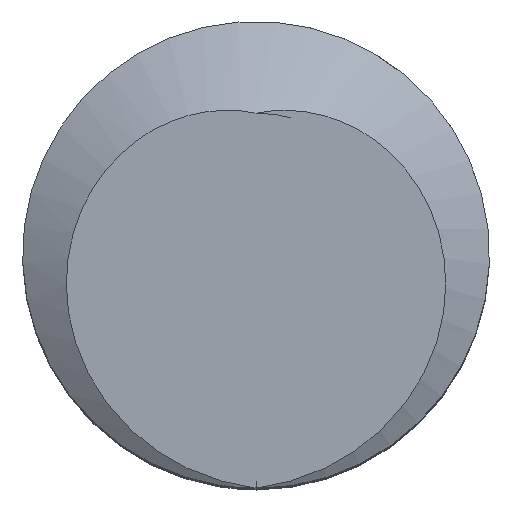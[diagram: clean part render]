
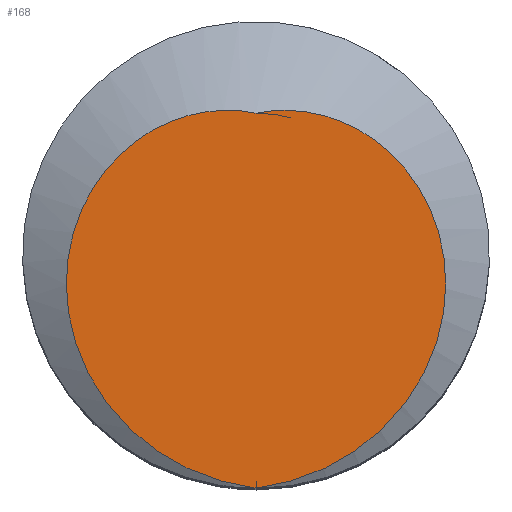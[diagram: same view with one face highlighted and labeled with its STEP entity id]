
A CAD part, top view. The second image highlights one B-rep face of the part: STEP entity #168.
In plain terms, the highlighted planar face has unit normal (0, 0, 1).
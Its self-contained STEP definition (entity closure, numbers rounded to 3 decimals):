
#21 = EDGE_CURVE('',#22,#24,#26,.T.);
#22 = VERTEX_POINT('',#23);
#23 = CARTESIAN_POINT('',(0.,-3.3,15.));
#24 = VERTEX_POINT('',#25);
#25 = CARTESIAN_POINT('',(0.,2.001,15.));
#26 = B_SPLINE_CURVE_WITH_KNOTS('',6,(#27,#28,#29,#30,#31,#32,#33,#34,
    #35,#36,#37,#38,#39,#40,#41,#42,#43,#44,#45,#46,#47,#48,#49,#50,#51,
    #52,#53,#54,#55,#56,#57,#58,#59,#60,#61,#62,#63),.UNSPECIFIED.,.F.,
  .F.,(7,5,5,5,5,5,5,7),(0.,0.19,0.354,0.495
    ,0.621,0.731,0.831,1.),.UNSPECIFIED.);
#27 = CARTESIAN_POINT('',(0.,-3.3,15.));
#28 = CARTESIAN_POINT('',(0.272,-3.266,15.));
#29 = CARTESIAN_POINT('',(0.54,-3.205,15.));
#30 = CARTESIAN_POINT('',(0.801,-3.116,15.));
#31 = CARTESIAN_POINT('',(1.052,-3.001,15.));
#32 = CARTESIAN_POINT('',(1.287,-2.861,15.));
#33 = CARTESIAN_POINT('',(1.694,-2.557,15.));
#34 = CARTESIAN_POINT('',(1.869,-2.399,15.));
#35 = CARTESIAN_POINT('',(2.028,-2.226,15.));
#36 = CARTESIAN_POINT('',(2.171,-2.038,15.));
#37 = CARTESIAN_POINT('',(2.294,-1.838,15.));
#38 = CARTESIAN_POINT('',(2.485,-1.448,15.));
#39 = CARTESIAN_POINT('',(2.558,-1.259,15.));
#40 = CARTESIAN_POINT('',(2.615,-1.065,15.));
#41 = CARTESIAN_POINT('',(2.655,-0.868,15.));
#42 = CARTESIAN_POINT('',(2.677,-0.668,15.));
#43 = CARTESIAN_POINT('',(2.685,-0.291,15.));
#44 = CARTESIAN_POINT('',(2.675,-0.114,15.));
#45 = CARTESIAN_POINT('',(2.651,0.062,15.));
#46 = CARTESIAN_POINT('',(2.613,0.235,15.));
#47 = CARTESIAN_POINT('',(2.561,0.403,15.));
#48 = CARTESIAN_POINT('',(2.437,0.71,15.));
#49 = CARTESIAN_POINT('',(2.369,0.849,15.));
#50 = CARTESIAN_POINT('',(2.29,0.982,15.));
#51 = CARTESIAN_POINT('',(2.202,1.109,15.));
#52 = CARTESIAN_POINT('',(2.104,1.229,15.));
#53 = CARTESIAN_POINT('',(1.904,1.439,15.));
#54 = CARTESIAN_POINT('',(1.803,1.532,15.));
#55 = CARTESIAN_POINT('',(1.695,1.617,15.));
#56 = CARTESIAN_POINT('',(1.582,1.695,15.));
#57 = CARTESIAN_POINT('',(1.464,1.763,15.));
#58 = CARTESIAN_POINT('',(1.133,1.925,15.));
#59 = CARTESIAN_POINT('',(0.912,2.,15.));
#60 = CARTESIAN_POINT('',(0.684,2.046,15.));
#61 = CARTESIAN_POINT('',(0.452,2.062,15.));
#62 = CARTESIAN_POINT('',(0.222,2.047,15.));
#63 = CARTESIAN_POINT('',(0.,2.001,15.));
#168 = ADVANCED_FACE('',(#169),#219,.T.);
#169 = FACE_BOUND('',#170,.T.);
#170 = EDGE_LOOP('',(#171,#218));
#171 = ORIENTED_EDGE('',*,*,#172,.F.);
#172 = EDGE_CURVE('',#22,#24,#173,.T.);
#173 = B_SPLINE_CURVE_WITH_KNOTS('',7,(#174,#175,#176,#177,#178,#179,
    #180,#181,#182,#183,#184,#185,#186,#187,#188,#189,#190,#191,#192,
    #193,#194,#195,#196,#197,#198,#199,#200,#201,#202,#203,#204,#205,
    #206,#207,#208,#209,#210,#211,#212,#213,#214,#215,#216,#217),
  .UNSPECIFIED.,.F.,.F.,(8,6,6,6,6,6,6,8),(0.,0.191,
    0.354,0.495,0.621,0.731,
    0.831,1.),.UNSPECIFIED.);
#174 = CARTESIAN_POINT('',(0.,-3.3,15.));
#175 = CARTESIAN_POINT('',(-0.235,-3.271,15.));
#176 = CARTESIAN_POINT('',(-0.466,-3.221,15.));
#177 = CARTESIAN_POINT('',(-0.694,-3.153,15.));
#178 = CARTESIAN_POINT('',(-0.914,-3.065,15.));
#179 = CARTESIAN_POINT('',(-1.125,-2.958,15.));
#180 = CARTESIAN_POINT('',(-1.326,-2.833,15.));
#181 = CARTESIAN_POINT('',(-1.673,-2.572,15.));
#182 = CARTESIAN_POINT('',(-1.824,-2.439,15.));
#183 = CARTESIAN_POINT('',(-1.963,-2.296,15.));
#184 = CARTESIAN_POINT('',(-2.092,-2.142,15.));
#185 = CARTESIAN_POINT('',(-2.207,-1.978,15.));
#186 = CARTESIAN_POINT('',(-2.309,-1.807,15.));
#187 = CARTESIAN_POINT('',(-2.472,-1.473,15.));
#188 = CARTESIAN_POINT('',(-2.537,-1.313,15.));
#189 = CARTESIAN_POINT('',(-2.591,-1.149,15.));
#190 = CARTESIAN_POINT('',(-2.632,-0.981,15.));
#191 = CARTESIAN_POINT('',(-2.661,-0.811,15.));
#192 = CARTESIAN_POINT('',(-2.678,-0.639,15.));
#193 = CARTESIAN_POINT('',(-2.685,-0.316,15.));
#194 = CARTESIAN_POINT('',(-2.678,-0.165,15.));
#195 = CARTESIAN_POINT('',(-2.661,-0.014,15.));
#196 = CARTESIAN_POINT('',(-2.635,0.136,15.));
#197 = CARTESIAN_POINT('',(-2.598,0.283,15.));
#198 = CARTESIAN_POINT('',(-2.551,0.426,15.));
#199 = CARTESIAN_POINT('',(-2.445,0.689,15.));
#200 = CARTESIAN_POINT('',(-2.388,0.809,15.));
#201 = CARTESIAN_POINT('',(-2.324,0.925,15.));
#202 = CARTESIAN_POINT('',(-2.252,1.037,15.));
#203 = CARTESIAN_POINT('',(-2.174,1.144,15.));
#204 = CARTESIAN_POINT('',(-2.089,1.245,15.));
#205 = CARTESIAN_POINT('',(-1.918,1.425,15.));
#206 = CARTESIAN_POINT('',(-1.832,1.506,15.));
#207 = CARTESIAN_POINT('',(-1.741,1.581,15.));
#208 = CARTESIAN_POINT('',(-1.647,1.65,15.));
#209 = CARTESIAN_POINT('',(-1.548,1.714,15.));
#210 = CARTESIAN_POINT('',(-1.446,1.772,15.));
#211 = CARTESIAN_POINT('',(-1.163,1.91,15.));
#212 = CARTESIAN_POINT('',(-0.975,1.978,15.));
#213 = CARTESIAN_POINT('',(-0.782,2.026,15.));
#214 = CARTESIAN_POINT('',(-0.584,2.053,15.));
#215 = CARTESIAN_POINT('',(-0.386,2.058,15.));
#216 = CARTESIAN_POINT('',(-0.19,2.04,15.));
#217 = CARTESIAN_POINT('',(0.,2.001,15.));
#218 = ORIENTED_EDGE('',*,*,#21,.T.);
#219 = PLANE('',#220);
#220 = AXIS2_PLACEMENT_3D('',#221,#222,#223);
#221 = CARTESIAN_POINT('',(7.5,-42.156,15.));
#222 = DIRECTION('',(0.,0.,1.));
#223 = DIRECTION('',(-1.,0.,0.));
